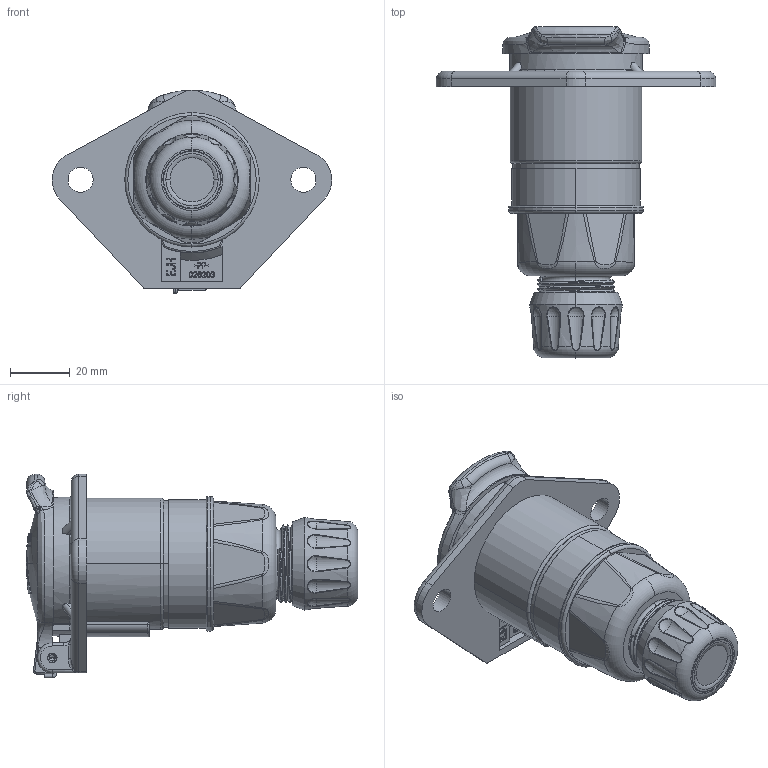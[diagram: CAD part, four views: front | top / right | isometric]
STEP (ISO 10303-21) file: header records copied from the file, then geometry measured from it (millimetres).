
FILE_DESCRIPTION((''),'2;1');
FILE_NAME('111060_SW0001','2020-12-14T13:42:56',('tema'),(''),'CREO PARAMETRIC BY PTC INC, 2017380','CREO PARAMETRIC BY PTC INC, 2017380','');
FILE_SCHEMA(('CONFIG_CONTROL_DESIGN'));
Products named in the file (1): 111060_SW0001
Bounding box: 93.54 x 111.12 x 68.25 mm (x, y, z)
Volume: 153186.3 mm3; surface area: 28878.4 mm2
Topology: 1 solids, 2 shells, 1030 faces, 2736 edges, 1755 vertices
Faces by surface type: plane 598, bspline 131, cylinder 129, extrusion 68, torus 47, sphere 39, cone 14, revolution 4
Entity records: 46768 total; most frequent: CARTESIAN_POINT 22122, ORIENTED_EDGE 5458, DIRECTION 4595, EDGE_CURVE 2729, VERTEX_POINT 1755, VECTOR 1651, LINE 1583, AXIS2_PLACEMENT_3D 1470
